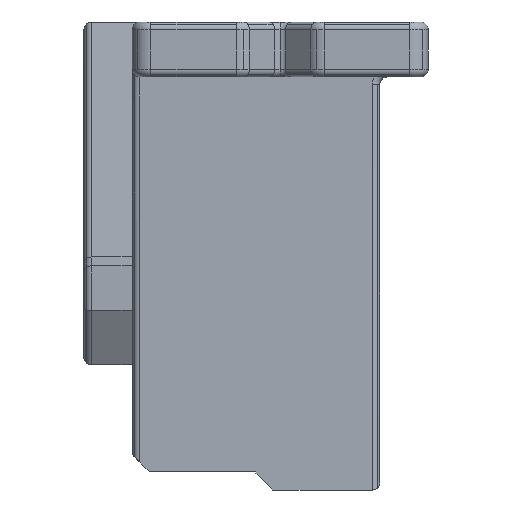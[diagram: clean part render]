
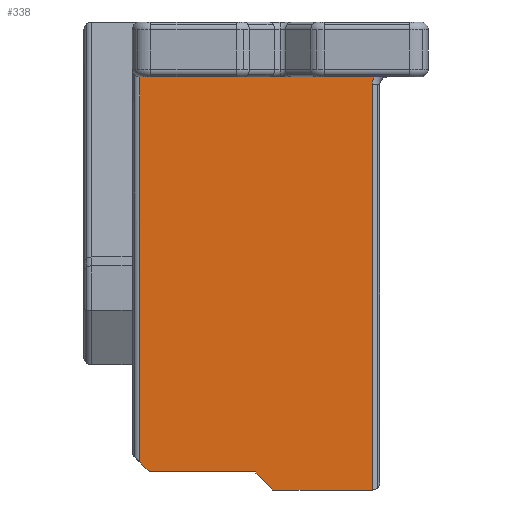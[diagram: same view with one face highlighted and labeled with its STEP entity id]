
A CAD part, left-side view. The second image highlights one B-rep face of the part: STEP entity #338.
In plain terms, the highlighted planar face has unit normal (-1, 0, 0).
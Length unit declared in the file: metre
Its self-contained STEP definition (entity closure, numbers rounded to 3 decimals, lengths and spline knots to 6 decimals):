
#338=ADVANCED_FACE('0:454',(#888),#889,.T.);
#888=FACE_OUTER_BOUND('',#1660,.T.);
#889=PLANE('',#1661);
#1660=EDGE_LOOP('',(#2620,#2621,#2622,#2623,#2624,#2625,#2626,#2627,#2628));
#1661=AXIS2_PLACEMENT_3D('',#2629,#2630,#2631);
#2620=ORIENTED_EDGE('',*,*,#4844,.F.);
#2621=ORIENTED_EDGE('',*,*,#4845,.T.);
#2622=ORIENTED_EDGE('',*,*,#4846,.T.);
#2623=ORIENTED_EDGE('',*,*,#4847,.T.);
#2624=ORIENTED_EDGE('',*,*,#4743,.T.);
#2625=ORIENTED_EDGE('',*,*,#4848,.F.);
#2626=ORIENTED_EDGE('',*,*,#4849,.F.);
#2627=ORIENTED_EDGE('',*,*,#4850,.F.);
#2628=ORIENTED_EDGE('',*,*,#4774,.T.);
#2629=CARTESIAN_POINT('',(-0.007749,0.00094,0.0));
#2630=DIRECTION('',(-1.0,-0.0,0.0));
#2631=DIRECTION('',(0.0,-1.0,-0.0));
#4743=EDGE_CURVE('2:4112',#5722,#5720,#5723,.F.);
#4774=EDGE_CURVE('1:9120',#5780,#5778,#5781,.T.);
#4844=EDGE_CURVE('2:11328',#5900,#5778,#5901,.T.);
#4845=EDGE_CURVE('2:4100',#5900,#5902,#5903,.T.);
#4846=EDGE_CURVE('2:4103',#5902,#5904,#5905,.F.);
#4847=EDGE_CURVE('2:4106',#5904,#5722,#5906,.T.);
#4848=EDGE_CURVE('2:4109',#5907,#5720,#5908,.T.);
#4849=EDGE_CURVE('2:9888',#5909,#5907,#5910,.T.);
#4850=EDGE_CURVE('2:9882',#5780,#5909,#5911,.T.);
#5720=VERTEX_POINT('',#7087);
#5722=VERTEX_POINT('',#7090);
#5723=LINE('',#7091,#7092);
#5778=VERTEX_POINT('',#7161);
#5780=VERTEX_POINT('',#7164);
#5781=LINE('',#7165,#7166);
#5900=VERTEX_POINT('',#7326);
#5901=LINE('',#7327,#7328);
#5902=VERTEX_POINT('',#7329);
#5903=LINE('',#7330,#7331);
#5904=VERTEX_POINT('',#7332);
#5905=LINE('',#7333,#7334);
#5906=LINE('',#7335,#7336);
#5907=VERTEX_POINT('',#7337);
#5908=LINE('',#7338,#7339);
#5909=VERTEX_POINT('',#7340);
#5910=LINE('',#7341,#7342);
#5911=CIRCLE('',#7343,0.00025);
#7087=CARTESIAN_POINT('',(-0.007749,0.00066,0.0));
#7090=CARTESIAN_POINT('',(-0.007749,0.00094,0.00028));
#7091=CARTESIAN_POINT('',(-0.007749,0.0008,0.00014));
#7092=VECTOR('',#8762,1.0);
#7161=CARTESIAN_POINT('',(-0.007749,0.002865,0.00684));
#7164=CARTESIAN_POINT('',(-0.007749,-0.001019,0.00684));
#7165=CARTESIAN_POINT('',(-0.007749,0.00094,0.00684));
#7166=VECTOR('',#8814,1.0);
#7326=CARTESIAN_POINT('',(-0.007749,0.002865,0.000465));
#7327=CARTESIAN_POINT('',(-0.007749,0.002865,0.0));
#7328=VECTOR('',#8920,1.0);
#7329=CARTESIAN_POINT('',(-0.007749,0.00271,0.00031));
#7330=CARTESIAN_POINT('',(-0.007749,0.00226,-0.00014));
#7331=VECTOR('',#8921,1.0);
#7332=CARTESIAN_POINT('',(-0.007749,0.00094,0.00031));
#7333=CARTESIAN_POINT('',(-0.007749,0.00047,0.00031));
#7334=VECTOR('',#8922,1.0);
#7335=CARTESIAN_POINT('',(-0.007749,0.00094,0.0));
#7336=VECTOR('',#8923,1.0);
#7337=CARTESIAN_POINT('',(-0.007749,-0.000985,0.0));
#7338=CARTESIAN_POINT('',(-0.007749,0.00047,0.0));
#7339=VECTOR('',#8924,1.0);
#7340=CARTESIAN_POINT('',(-0.007749,-0.000985,0.006715));
#7341=CARTESIAN_POINT('',(-0.007749,-0.000985,0.0));
#7342=VECTOR('',#8925,1.0);
#7343=AXIS2_PLACEMENT_3D('',#8926,#8927,#8928);
#8762=DIRECTION('',(0.0,0.707,0.707));
#8814=DIRECTION('',(0.0,1.0,-0.0));
#8920=DIRECTION('',(0.0,-0.0,1.0));
#8921=DIRECTION('',(-0.0,-0.707,-0.707));
#8922=DIRECTION('',(0.0,1.0,-0.0));
#8923=DIRECTION('',(-0.0,0.0,-1.0));
#8924=DIRECTION('',(0.0,1.0,-0.0));
#8925=DIRECTION('',(0.0,-0.0,-1.0));
#8926=CARTESIAN_POINT('',(-0.007749,-0.001235,0.006715));
#8927=DIRECTION('',(-1.0,0.0,0.0));
#8928=DIRECTION('',(0.0,0.707,0.707));
